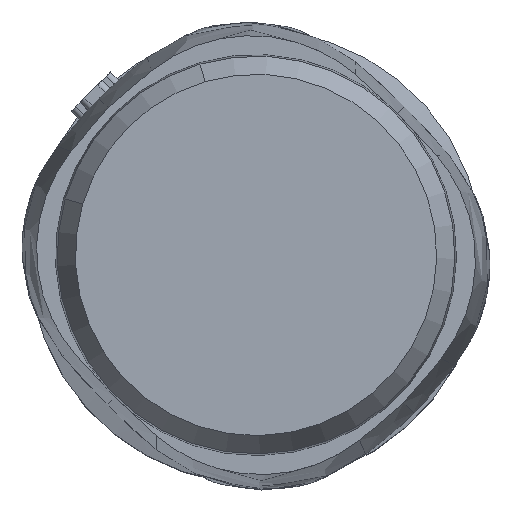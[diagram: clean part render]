
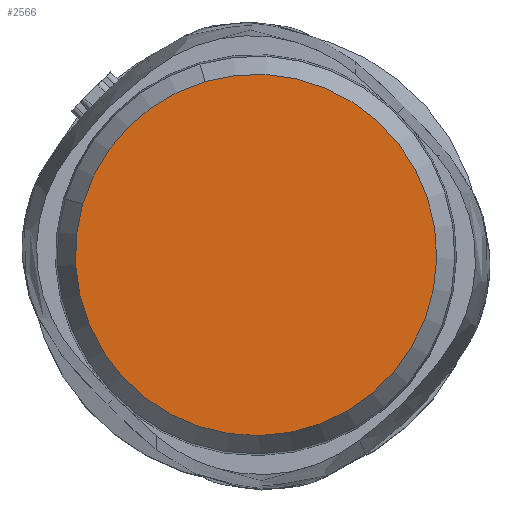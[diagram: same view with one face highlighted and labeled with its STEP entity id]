
A CAD part, top view. The second image highlights one B-rep face of the part: STEP entity #2566.
In plain terms, the highlighted planar face has unit normal (0, 0, 1).
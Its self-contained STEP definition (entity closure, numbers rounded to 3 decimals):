
#2490 = EDGE_CURVE('',#2491,#2493,#2495,.T.);
#2491 = VERTEX_POINT('',#2492);
#2492 = CARTESIAN_POINT('',(5.891,13.103,44.));
#2493 = VERTEX_POINT('',#2494);
#2494 = CARTESIAN_POINT('',(1.95,9.163,44.));
#2495 = CIRCLE('',#2496,5.811);
#2496 = AXIS2_PLACEMENT_3D('',#2497,#2498,#2499);
#2497 = CARTESIAN_POINT('',(7.527,7.527,44.));
#2498 = DIRECTION('',(0.,0.,-1.));
#2499 = DIRECTION('',(-1.,0.,0.));
#2524 = EDGE_CURVE('',#2493,#2491,#2525,.T.);
#2525 = CIRCLE('',#2526,5.811);
#2526 = AXIS2_PLACEMENT_3D('',#2527,#2528,#2529);
#2527 = CARTESIAN_POINT('',(7.527,7.527,44.));
#2528 = DIRECTION('',(0.,0.,-1.));
#2529 = DIRECTION('',(-1.,0.,0.));
#2566 = ADVANCED_FACE('',(#2567),#2571,.T.);
#2567 = FACE_BOUND('',#2568,.T.);
#2568 = EDGE_LOOP('',(#2569,#2570));
#2569 = ORIENTED_EDGE('',*,*,#2490,.F.);
#2570 = ORIENTED_EDGE('',*,*,#2524,.F.);
#2571 = PLANE('',#2572);
#2572 = AXIS2_PLACEMENT_3D('',#2573,#2574,#2575);
#2573 = CARTESIAN_POINT('',(3.418,11.636,44.));
#2574 = DIRECTION('',(0.,0.,1.));
#2575 = DIRECTION('',(-0.707,0.707,0.));
